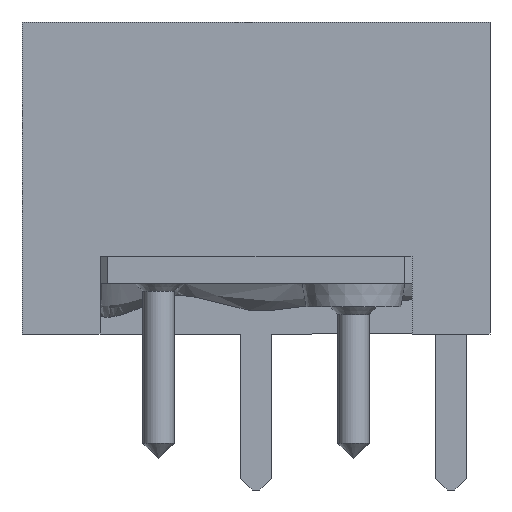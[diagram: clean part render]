
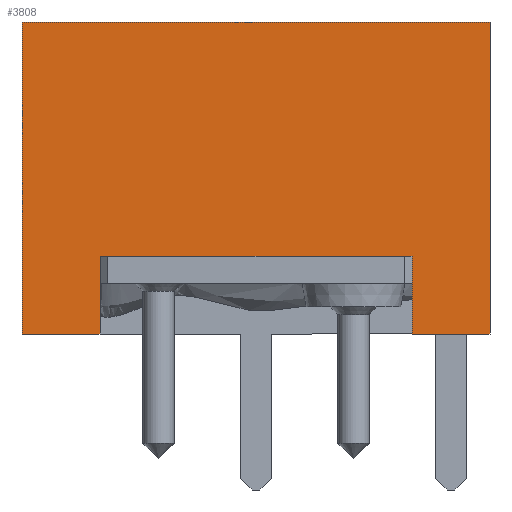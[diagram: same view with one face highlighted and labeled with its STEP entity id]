
A CAD part, front view. The second image highlights one B-rep face of the part: STEP entity #3808.
In plain terms, the highlighted planar face has unit normal (0, -1, 0).
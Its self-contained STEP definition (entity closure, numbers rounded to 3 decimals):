
#389=FACE_OUTER_BOUND('',#634,.T.);
#634=EDGE_LOOP('',(#2662,#2663,#2664,#2665,#2666,#2667,#2668,#2669,#2670,
#2671));
#882=LINE('',#5907,#1238);
#925=LINE('',#5984,#1281);
#926=LINE('',#5988,#1282);
#927=LINE('',#5990,#1283);
#928=LINE('',#5992,#1284);
#929=LINE('',#5994,#1285);
#930=LINE('',#5996,#1286);
#931=LINE('',#5997,#1287);
#932=LINE('',#5999,#1288);
#933=LINE('',#6000,#1289);
#1238=VECTOR('',#4679,12.);
#1281=VECTOR('',#4744,8.);
#1282=VECTOR('',#4747,2.);
#1283=VECTOR('',#4748,0.2);
#1284=VECTOR('',#4749,7.6);
#1285=VECTOR('',#4750,0.2);
#1286=VECTOR('',#4751,2.);
#1287=VECTOR('',#4752,2.);
#1288=VECTOR('',#4753,8.);
#1289=VECTOR('',#4754,2.);
#1661=VERTEX_POINT('',#5904);
#1662=VERTEX_POINT('',#5906);
#1684=VERTEX_POINT('',#5979);
#1686=VERTEX_POINT('',#5986);
#1687=VERTEX_POINT('',#5987);
#1688=VERTEX_POINT('',#5989);
#1689=VERTEX_POINT('',#5991);
#1690=VERTEX_POINT('',#5993);
#1691=VERTEX_POINT('',#5995);
#1692=VERTEX_POINT('',#5998);
#2017=EDGE_CURVE('',#1661,#1662,#882,.T.);
#2060=EDGE_CURVE('',#1662,#1684,#925,.T.);
#2061=EDGE_CURVE('',#1686,#1687,#926,.T.);
#2062=EDGE_CURVE('',#1687,#1688,#927,.T.);
#2063=EDGE_CURVE('',#1688,#1689,#928,.T.);
#2064=EDGE_CURVE('',#1689,#1690,#929,.T.);
#2065=EDGE_CURVE('',#1690,#1691,#930,.T.);
#2066=EDGE_CURVE('',#1691,#1684,#931,.T.);
#2067=EDGE_CURVE('',#1661,#1692,#932,.T.);
#2068=EDGE_CURVE('',#1692,#1686,#933,.T.);
#2662=ORIENTED_EDGE('',*,*,#2061,.T.);
#2663=ORIENTED_EDGE('',*,*,#2062,.T.);
#2664=ORIENTED_EDGE('',*,*,#2063,.T.);
#2665=ORIENTED_EDGE('',*,*,#2064,.T.);
#2666=ORIENTED_EDGE('',*,*,#2065,.T.);
#2667=ORIENTED_EDGE('',*,*,#2066,.T.);
#2668=ORIENTED_EDGE('',*,*,#2060,.F.);
#2669=ORIENTED_EDGE('',*,*,#2017,.F.);
#2670=ORIENTED_EDGE('',*,*,#2067,.T.);
#2671=ORIENTED_EDGE('',*,*,#2068,.T.);
#3421=PLANE('',#4105);
#3808=ADVANCED_FACE('',(#389),#3421,.T.);
#4105=AXIS2_PLACEMENT_3D('',#5985,#4745,#4746);
#4679=DIRECTION('',(1.,0.,0.));
#4744=DIRECTION('',(0.,0.,-1.));
#4745=DIRECTION('center_axis',(0.,-1.,0.));
#4746=DIRECTION('ref_axis',(0.,0.,-1.));
#4747=DIRECTION('',(0.,0.,1.));
#4748=DIRECTION('',(1.,0.,0.));
#4749=DIRECTION('',(1.,0.,0.));
#4750=DIRECTION('',(1.,0.,0.));
#4751=DIRECTION('',(0.,0.,-1.));
#4752=DIRECTION('',(1.,0.,0.));
#4753=DIRECTION('',(0.,0.,-1.));
#4754=DIRECTION('',(1.,0.,0.));
#5904=CARTESIAN_POINT('',(-6.,-5.5,8.));
#5906=CARTESIAN_POINT('',(6.,-5.5,8.));
#5907=CARTESIAN_POINT('',(0.,-5.5,8.));
#5979=CARTESIAN_POINT('',(6.,-5.5,0.));
#5984=CARTESIAN_POINT('',(6.,-5.5,3.6));
#5985=CARTESIAN_POINT('Origin',(-6.,-5.5,3.6));
#5986=CARTESIAN_POINT('',(-4.,-5.5,0.));
#5987=CARTESIAN_POINT('',(-4.,-5.5,2.));
#5988=CARTESIAN_POINT('',(-4.,-5.5,3.6));
#5989=CARTESIAN_POINT('',(-3.8,-5.5,2.));
#5990=CARTESIAN_POINT('',(-6.,-5.5,2.));
#5991=CARTESIAN_POINT('',(3.8,-5.5,2.));
#5992=CARTESIAN_POINT('',(-6.,-5.5,2.));
#5993=CARTESIAN_POINT('',(4.,-5.5,2.));
#5994=CARTESIAN_POINT('',(-6.,-5.5,2.));
#5995=CARTESIAN_POINT('',(4.,-5.5,0.));
#5996=CARTESIAN_POINT('',(4.,-5.5,3.6));
#5997=CARTESIAN_POINT('',(-6.,-5.5,0.));
#5998=CARTESIAN_POINT('',(-6.,-5.5,0.));
#5999=CARTESIAN_POINT('',(-6.,-5.5,3.6));
#6000=CARTESIAN_POINT('',(-6.,-5.5,0.));
